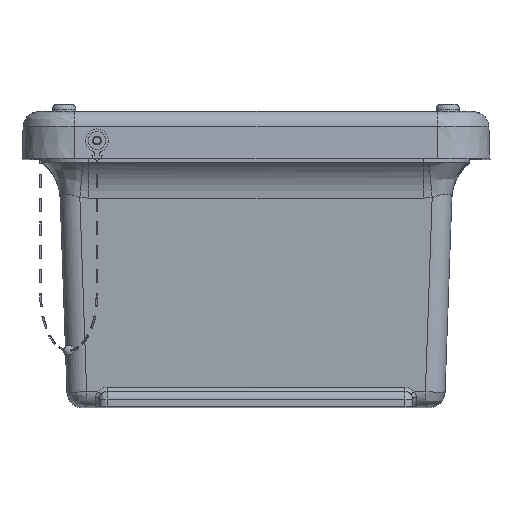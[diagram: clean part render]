
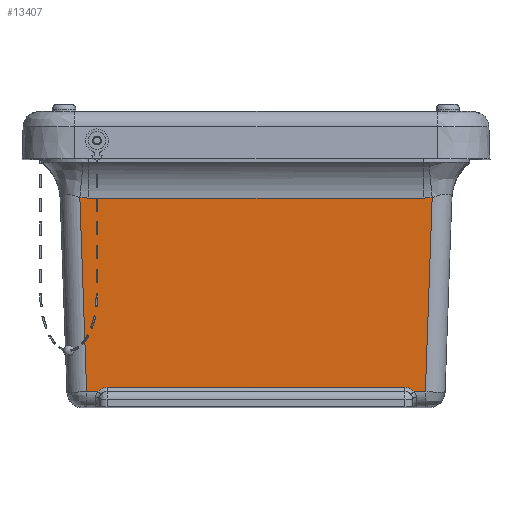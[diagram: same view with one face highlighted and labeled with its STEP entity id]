
A CAD part, top view. The second image highlights one B-rep face of the part: STEP entity #13407.
In plain terms, the highlighted planar face has unit normal (0, -0.035, 0.999).
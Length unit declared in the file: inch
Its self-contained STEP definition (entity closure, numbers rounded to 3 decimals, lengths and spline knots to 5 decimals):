
#98 = CARTESIAN_POINT ( 'NONE',  ( -2.50038, 0.26729, 4.02003 ) ) ;
#273 = CARTESIAN_POINT ( 'NONE',  ( 3.01095, 3.33565, 4.12718 ) ) ;
#310 = EDGE_CURVE ( 'NONE', #36071, #15596, #3382, .T. ) ;
#379 = VERTEX_POINT ( 'NONE', #31785 ) ;
#727 = CARTESIAN_POINT ( 'NONE',  ( -2.67475, 3.33565, 4.12718 ) ) ;
#741 = CARTESIAN_POINT ( 'NONE',  ( 2.41376, 0.31117, 4.02157 ) ) ;
#976 = CARTESIAN_POINT ( 'NONE',  ( 1.50547, 0.24128, 4.01913 ) ) ;
#1201 = EDGE_CURVE ( 'NONE', #379, #34204, #18799, .T. ) ;
#1221 = CARTESIAN_POINT ( 'NONE',  ( 2.46492, 0.29246, 4.02091 ) ) ;
#1520 = EDGE_CURVE ( 'NONE', #5985, #4225, #19189, .T. ) ;
#1713 = CARTESIAN_POINT ( 'NONE',  ( 2.67475, 3.33565, 4.12718 ) ) ;
#2647 = EDGE_CURVE ( 'NONE', #27174, #379, #18733, .T. ) ;
#3382 = LINE ( 'NONE', #31403, #26414 ) ;
#3698 = VERTEX_POINT ( 'NONE', #14372 ) ;
#3725 = VECTOR ( 'NONE', #3905, 39.37008 ) ;
#3905 = DIRECTION ( 'NONE',  ( -1., 0., 0. ) ) ;
#4225 = VERTEX_POINT ( 'NONE', #23719 ) ;
#4232 = ORIENTED_EDGE ( 'NONE', *, *, #1201, .F. ) ;
#4356 = B_SPLINE_CURVE_WITH_KNOTS ( 'NONE', 3,
 ( #11249, #34060, #31169, #14122, #98, #22442, #22315, #5454, #5578, #14250, #25294, #33940, #27918, #10880, #22698, #13890, #28174, #5693 ),
 .UNSPECIFIED., .F., .F.,
 ( 4, 1, 1, 2, 2, 2, 1, 1, 2, 2, 4 ),
 ( 0., 0.125, 0.1875, 0.21875, 0.25, 0.5, 0.625, 0.6875, 0.71875, 0.75, 1. ),
 .UNSPECIFIED. ) ;
#4906 = CARTESIAN_POINT ( 'NONE',  ( 2.81385, 3.34206, 4.12741 ) ) ;
#5454 = CARTESIAN_POINT ( 'NONE',  ( -2.48371, 0.28128, 4.02052 ) ) ;
#5475 = DIRECTION ( 'NONE',  ( 0.035, -0.999, -0.035 ) ) ;
#5578 = CARTESIAN_POINT ( 'NONE',  ( -2.47148, 0.28921, 4.0208 ) ) ;
#5693 = CARTESIAN_POINT ( 'NONE',  ( -2.375, 0.3152, 4.02171 ) ) ;
#5838 = VERTEX_POINT ( 'NONE', #28760 ) ;
#5985 = VERTEX_POINT ( 'NONE', #11689 ) ;
#6107 = EDGE_CURVE ( 'NONE', #15596, #34204, #29528, .T. ) ;
#6301 = LINE ( 'NONE', #273, #15169 ) ;
#6434 = EDGE_CURVE ( 'NONE', #26946, #5985, #35744, .T. ) ;
#7580 = DIRECTION ( 'NONE',  ( -1., 0., 0. ) ) ;
#7916 = ORIENTED_EDGE ( 'NONE', *, *, #1520, .T. ) ;
#7995 = LINE ( 'NONE', #18770, #14683 ) ;
#8066 = PLANE ( 'NONE',  #20983 ) ;
#9112 = CARTESIAN_POINT ( 'NONE',  ( -2.67475, 3.33565, 4.12718 ) ) ;
#9555 = CARTESIAN_POINT ( 'NONE',  ( 2.48926, 0.2765, 4.02036 ) ) ;
#9773 = ORIENTED_EDGE ( 'NONE', *, *, #30182, .F. ) ;
#9789 = ORIENTED_EDGE ( 'NONE', *, *, #2647, .F. ) ;
#9940 = CARTESIAN_POINT ( 'NONE',  ( -2.375, 0.3152, 4.02171 ) ) ;
#10880 = CARTESIAN_POINT ( 'NONE',  ( -2.42081, 0.30954, 4.02151 ) ) ;
#11152 = CARTESIAN_POINT ( 'NONE',  ( 2.81385, 3.34206, 4.12741 ) ) ;
#11249 = CARTESIAN_POINT ( 'NONE',  ( -2.52443, 0.24128, 4.01913 ) ) ;
#11270 = CARTESIAN_POINT ( 'NONE',  ( -2.81385, 3.34206, 4.12741 ) ) ;
#11689 = CARTESIAN_POINT ( 'NONE',  ( -2.81385, 3.34206, 4.12741 ) ) ;
#11934 = CARTESIAN_POINT ( 'NONE',  ( 2.39275, 0.3146, 4.02169 ) ) ;
#12302 = EDGE_CURVE ( 'NONE', #27174, #5838, #13876, .T. ) ;
#12837 = CARTESIAN_POINT ( 'NONE',  ( -2.81385, 3.34206, 4.12741 ) ) ;
#13309 = CARTESIAN_POINT ( 'NONE',  ( 2.375, 0.3152, 4.02171 ) ) ;
#13407 = ADVANCED_FACE ( 'NONE', ( #34615 ), #8066, .T. ) ;
#13876 = B_SPLINE_CURVE_WITH_KNOTS ( 'NONE', 3,
 ( #27091, #35699, #15912, #1713 ),
 .UNSPECIFIED., .F., .F.,
 ( 4, 4 ),
 ( 0., 1. ),
 .UNSPECIFIED. ) ;
#13890 = CARTESIAN_POINT ( 'NONE',  ( -2.40335, 0.3136, 4.02165 ) ) ;
#14122 = CARTESIAN_POINT ( 'NONE',  ( -2.50434, 0.26372, 4.01991 ) ) ;
#14250 = CARTESIAN_POINT ( 'NONE',  ( -2.4518, 0.29895, 4.02114 ) ) ;
#14372 = CARTESIAN_POINT ( 'NONE',  ( -2.52443, 0.24128, 4.01913 ) ) ;
#14683 = VECTOR ( 'NONE', #7580, 39.37008 ) ;
#15169 = VECTOR ( 'NONE', #25724, 39.37008 ) ;
#15176 = CARTESIAN_POINT ( 'NONE',  ( 2.52443, 0.24128, 4.01913 ) ) ;
#15294 = CARTESIAN_POINT ( 'NONE',  ( 2.51578, 0.25262, 4.01952 ) ) ;
#15596 = VERTEX_POINT ( 'NONE', #13309 ) ;
#15912 = CARTESIAN_POINT ( 'NONE',  ( 2.72164, 3.33565, 4.12718 ) ) ;
#16659 = ORIENTED_EDGE ( 'NONE', *, *, #29817, .T. ) ;
#17546 = ORIENTED_EDGE ( 'NONE', *, *, #12302, .T. ) ;
#17657 = CARTESIAN_POINT ( 'NONE',  ( 2.41028, 0.31187, 4.02159 ) ) ;
#18150 = CARTESIAN_POINT ( 'NONE',  ( 2.49214, 0.27425, 4.02028 ) ) ;
#18733 = LINE ( 'NONE', #4906, #25847 ) ;
#18770 = CARTESIAN_POINT ( 'NONE',  ( 1.50547, 0.24128, 4.01913 ) ) ;
#18799 = LINE ( 'NONE', #976, #3725 ) ;
#19189 = LINE ( 'NONE', #11270, #27171 ) ;
#19262 = CARTESIAN_POINT ( 'NONE',  ( 3.01095, 0., 4.0107 ) ) ;
#19741 = DIRECTION ( 'NONE',  ( 0., -0.035, 0.999 ) ) ;
#20503 = CARTESIAN_POINT ( 'NONE',  ( 2.41546, 0.3108, 4.02155 ) ) ;
#20866 = CARTESIAN_POINT ( 'NONE',  ( 2.49361, 0.27307, 4.02024 ) ) ;
#20909 = CARTESIAN_POINT ( 'NONE',  ( -2.768, 3.33779, 4.12726 ) ) ;
#20983 = AXIS2_PLACEMENT_3D ( 'NONE', #19262, #19741, #22600 ) ;
#22315 = CARTESIAN_POINT ( 'NONE',  ( -2.49639, 0.27077, 4.02016 ) ) ;
#22442 = CARTESIAN_POINT ( 'NONE',  ( -2.49771, 0.26964, 4.02012 ) ) ;
#22600 = DIRECTION ( 'NONE',  ( 0., -0.999, -0.035 ) ) ;
#22698 = CARTESIAN_POINT ( 'NONE',  ( -2.41898, 0.30999, 4.02153 ) ) ;
#23712 = CARTESIAN_POINT ( 'NONE',  ( 2.4849, 0.27981, 4.02047 ) ) ;
#23719 = CARTESIAN_POINT ( 'NONE',  ( -2.70557, 0.24128, 4.01913 ) ) ;
#23894 = EDGE_LOOP ( 'NONE', ( #7916, #9773, #25806, #31971, #25952, #4232, #9789, #17546, #16659, #31468 ) ) ;
#25294 = CARTESIAN_POINT ( 'NONE',  ( -2.44174, 0.30322, 4.02129 ) ) ;
#25724 = DIRECTION ( 'NONE',  ( -1., 0., 0. ) ) ;
#25806 = ORIENTED_EDGE ( 'NONE', *, *, #28556, .T. ) ;
#25847 = VECTOR ( 'NONE', #36210, 39.37008 ) ;
#25952 = ORIENTED_EDGE ( 'NONE', *, *, #6107, .T. ) ;
#26220 = CARTESIAN_POINT ( 'NONE',  ( 2.43151, 0.3071, 4.02142 ) ) ;
#26414 = VECTOR ( 'NONE', #34410, 39.37008 ) ;
#26946 = VERTEX_POINT ( 'NONE', #727 ) ;
#27091 = CARTESIAN_POINT ( 'NONE',  ( 2.81385, 3.34206, 4.12741 ) ) ;
#27171 = VECTOR ( 'NONE', #5475, 39.37008 ) ;
#27174 = VERTEX_POINT ( 'NONE', #11152 ) ;
#27918 = CARTESIAN_POINT ( 'NONE',  ( -2.42434, 0.30862, 4.02148 ) ) ;
#28174 = CARTESIAN_POINT ( 'NONE',  ( -2.38927, 0.3152, 4.02171 ) ) ;
#28556 = EDGE_CURVE ( 'NONE', #3698, #36071, #4356, .T. ) ;
#28760 = CARTESIAN_POINT ( 'NONE',  ( 2.67475, 3.33565, 4.12718 ) ) ;
#28979 = CARTESIAN_POINT ( 'NONE',  ( 2.38213, 0.3152, 4.02171 ) ) ;
#29168 = CARTESIAN_POINT ( 'NONE',  ( 2.52443, 0.24128, 4.01913 ) ) ;
#29467 = CARTESIAN_POINT ( 'NONE',  ( 2.50596, 0.26284, 4.01988 ) ) ;
#29528 = B_SPLINE_CURVE_WITH_KNOTS ( 'NONE', 3,
 ( #34951, #28979, #11934, #34706, #17657, #741, #20503, #26220, #35198, #1221, #32232, #23712, #9555, #18150, #20866, #29467, #15294, #15176 ),
 .UNSPECIFIED., .F., .F.,
 ( 4, 1, 1, 2, 2, 2, 1, 1, 2, 2, 4 ),
 ( 0., 0.125, 0.1875, 0.21875, 0.25, 0.5, 0.625, 0.6875, 0.71875, 0.75, 1. ),
 .UNSPECIFIED. ) ;
#29817 = EDGE_CURVE ( 'NONE', #5838, #26946, #6301, .T. ) ;
#30182 = EDGE_CURVE ( 'NONE', #3698, #4225, #7995, .T. ) ;
#31169 = CARTESIAN_POINT ( 'NONE',  ( -2.51318, 0.25502, 4.01961 ) ) ;
#31403 = CARTESIAN_POINT ( 'NONE',  ( 3.01095, 0.3152, 4.02171 ) ) ;
#31468 = ORIENTED_EDGE ( 'NONE', *, *, #6434, .T. ) ;
#31785 = CARTESIAN_POINT ( 'NONE',  ( 2.70557, 0.24128, 4.01913 ) ) ;
#31971 = ORIENTED_EDGE ( 'NONE', *, *, #310, .T. ) ;
#32135 = CARTESIAN_POINT ( 'NONE',  ( -2.72164, 3.33565, 4.12718 ) ) ;
#32232 = CARTESIAN_POINT ( 'NONE',  ( 2.47442, 0.28706, 4.02072 ) ) ;
#33940 = CARTESIAN_POINT ( 'NONE',  ( -2.42962, 0.30716, 4.02143 ) ) ;
#34060 = CARTESIAN_POINT ( 'NONE',  ( -2.52011, 0.24694, 4.01932 ) ) ;
#34204 = VERTEX_POINT ( 'NONE', #29168 ) ;
#34410 = DIRECTION ( 'NONE',  ( 1., 0., 0. ) ) ;
#34615 = FACE_OUTER_BOUND ( 'NONE', #23894, .T. ) ;
#34706 = CARTESIAN_POINT ( 'NONE',  ( 2.40504, 0.31285, 4.02162 ) ) ;
#34951 = CARTESIAN_POINT ( 'NONE',  ( 2.375, 0.3152, 4.02171 ) ) ;
#35198 = CARTESIAN_POINT ( 'NONE',  ( 2.44524, 0.3022, 4.02125 ) ) ;
#35699 = CARTESIAN_POINT ( 'NONE',  ( 2.768, 3.33779, 4.12726 ) ) ;
#35744 = B_SPLINE_CURVE_WITH_KNOTS ( 'NONE', 3,
 ( #9112, #32135, #20909, #12837 ),
 .UNSPECIFIED., .F., .F.,
 ( 4, 4 ),
 ( 0., 1. ),
 .UNSPECIFIED. ) ;
#36071 = VERTEX_POINT ( 'NONE', #9940 ) ;
#36210 = DIRECTION ( 'NONE',  ( -0.035, -0.999, -0.035 ) ) ;
